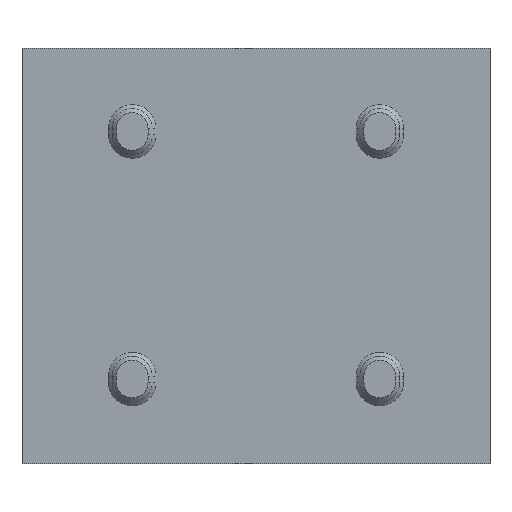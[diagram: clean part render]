
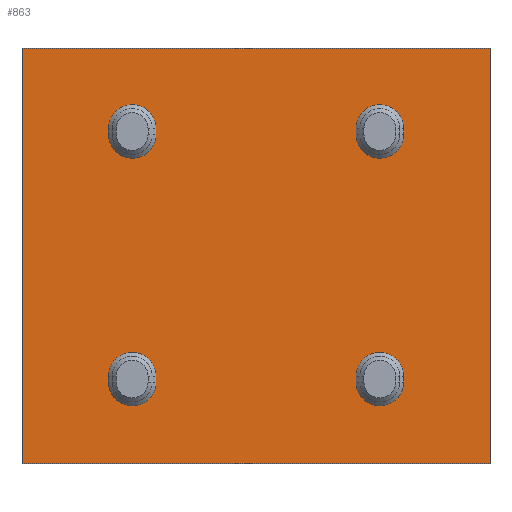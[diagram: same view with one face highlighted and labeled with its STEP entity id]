
A CAD part, top view. The second image highlights one B-rep face of the part: STEP entity #863.
In plain terms, the highlighted planar face has unit normal (0, 0, 1).
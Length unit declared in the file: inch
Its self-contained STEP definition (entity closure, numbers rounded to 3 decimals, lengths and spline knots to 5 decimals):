
#15=FACE_BOUND('',#140,.T.);
#16=FACE_BOUND('',#141,.T.);
#17=FACE_BOUND('',#142,.T.);
#18=FACE_BOUND('',#143,.T.);
#27=CIRCLE('',#939,0.06);
#29=CIRCLE('',#943,0.06);
#32=CIRCLE('',#949,0.06);
#33=CIRCLE('',#950,0.06);
#34=CIRCLE('',#951,0.06);
#35=CIRCLE('',#952,0.06);
#36=CIRCLE('',#953,0.06);
#37=CIRCLE('',#954,0.06);
#81=FACE_OUTER_BOUND('',#139,.T.);
#139=EDGE_LOOP('',(#599,#600,#601,#602));
#140=EDGE_LOOP('',(#603,#604,#605,#606));
#141=EDGE_LOOP('',(#607,#608,#609,#610));
#142=EDGE_LOOP('',(#611,#612,#613,#614));
#143=EDGE_LOOP('',(#615,#616,#617,#618));
#196=LINE('',#1307,#288);
#201=LINE('',#1321,#293);
#207=LINE('',#1339,#299);
#208=LINE('',#1341,#300);
#209=LINE('',#1343,#301);
#210=LINE('',#1344,#302);
#211=LINE('',#1347,#303);
#212=LINE('',#1351,#304);
#213=LINE('',#1355,#305);
#214=LINE('',#1359,#306);
#215=LINE('',#1363,#307);
#216=LINE('',#1367,#308);
#288=VECTOR('',#1032,0.3937);
#293=VECTOR('',#1045,0.3937);
#299=VECTOR('',#1065,0.3937);
#300=VECTOR('',#1066,0.3937);
#301=VECTOR('',#1067,0.3937);
#302=VECTOR('',#1068,0.3937);
#303=VECTOR('',#1069,0.3937);
#304=VECTOR('',#1072,0.3937);
#305=VECTOR('',#1075,0.3937);
#306=VECTOR('',#1078,0.3937);
#307=VECTOR('',#1081,0.3937);
#308=VECTOR('',#1084,0.3937);
#380=VERTEX_POINT('',#1304);
#381=VERTEX_POINT('',#1306);
#384=VERTEX_POINT('',#1313);
#386=VERTEX_POINT('',#1319);
#390=VERTEX_POINT('',#1337);
#391=VERTEX_POINT('',#1338);
#392=VERTEX_POINT('',#1340);
#393=VERTEX_POINT('',#1342);
#394=VERTEX_POINT('',#1345);
#395=VERTEX_POINT('',#1346);
#396=VERTEX_POINT('',#1348);
#397=VERTEX_POINT('',#1350);
#398=VERTEX_POINT('',#1353);
#399=VERTEX_POINT('',#1354);
#400=VERTEX_POINT('',#1356);
#401=VERTEX_POINT('',#1358);
#402=VERTEX_POINT('',#1361);
#403=VERTEX_POINT('',#1362);
#404=VERTEX_POINT('',#1364);
#405=VERTEX_POINT('',#1366);
#452=EDGE_CURVE('',#380,#381,#196,.T.);
#456=EDGE_CURVE('',#384,#380,#27,.T.);
#459=EDGE_CURVE('',#386,#384,#201,.T.);
#461=EDGE_CURVE('',#381,#386,#29,.T.);
#468=EDGE_CURVE('',#390,#391,#207,.T.);
#469=EDGE_CURVE('',#392,#390,#208,.T.);
#470=EDGE_CURVE('',#393,#392,#209,.T.);
#471=EDGE_CURVE('',#391,#393,#210,.T.);
#472=EDGE_CURVE('',#394,#395,#211,.T.);
#473=EDGE_CURVE('',#396,#394,#32,.T.);
#474=EDGE_CURVE('',#397,#396,#212,.T.);
#475=EDGE_CURVE('',#395,#397,#33,.T.);
#476=EDGE_CURVE('',#398,#399,#213,.T.);
#477=EDGE_CURVE('',#400,#398,#34,.T.);
#478=EDGE_CURVE('',#401,#400,#214,.T.);
#479=EDGE_CURVE('',#399,#401,#35,.T.);
#480=EDGE_CURVE('',#402,#403,#215,.T.);
#481=EDGE_CURVE('',#404,#402,#36,.T.);
#482=EDGE_CURVE('',#405,#404,#216,.T.);
#483=EDGE_CURVE('',#403,#405,#37,.T.);
#599=ORIENTED_EDGE('',*,*,#468,.F.);
#600=ORIENTED_EDGE('',*,*,#469,.F.);
#601=ORIENTED_EDGE('',*,*,#470,.F.);
#602=ORIENTED_EDGE('',*,*,#471,.F.);
#603=ORIENTED_EDGE('',*,*,#472,.F.);
#604=ORIENTED_EDGE('',*,*,#473,.F.);
#605=ORIENTED_EDGE('',*,*,#474,.F.);
#606=ORIENTED_EDGE('',*,*,#475,.F.);
#607=ORIENTED_EDGE('',*,*,#476,.F.);
#608=ORIENTED_EDGE('',*,*,#477,.F.);
#609=ORIENTED_EDGE('',*,*,#478,.F.);
#610=ORIENTED_EDGE('',*,*,#479,.F.);
#611=ORIENTED_EDGE('',*,*,#480,.F.);
#612=ORIENTED_EDGE('',*,*,#481,.F.);
#613=ORIENTED_EDGE('',*,*,#482,.F.);
#614=ORIENTED_EDGE('',*,*,#483,.F.);
#615=ORIENTED_EDGE('',*,*,#452,.F.);
#616=ORIENTED_EDGE('',*,*,#456,.F.);
#617=ORIENTED_EDGE('',*,*,#459,.F.);
#618=ORIENTED_EDGE('',*,*,#461,.F.);
#826=PLANE('',#948);
#863=ADVANCED_FACE('',(#81,#15,#16,#17,#18),#826,.T.);
#939=AXIS2_PLACEMENT_3D('',#1315,#1038,#1039);
#943=AXIS2_PLACEMENT_3D('',#1324,#1049,#1050);
#948=AXIS2_PLACEMENT_3D('',#1336,#1063,#1064);
#949=AXIS2_PLACEMENT_3D('',#1349,#1070,#1071);
#950=AXIS2_PLACEMENT_3D('',#1352,#1073,#1074);
#951=AXIS2_PLACEMENT_3D('',#1357,#1076,#1077);
#952=AXIS2_PLACEMENT_3D('',#1360,#1079,#1080);
#953=AXIS2_PLACEMENT_3D('',#1365,#1082,#1083);
#954=AXIS2_PLACEMENT_3D('',#1368,#1085,#1086);
#1032=DIRECTION('',(0.,1.,0.));
#1038=DIRECTION('center_axis',(0.,0.,1.));
#1039=DIRECTION('ref_axis',(-1.,0.,0.));
#1045=DIRECTION('',(0.,-1.,0.));
#1049=DIRECTION('center_axis',(0.,0.,1.));
#1050=DIRECTION('ref_axis',(1.,0.,0.));
#1063=DIRECTION('center_axis',(0.,0.,1.));
#1064=DIRECTION('ref_axis',(0.,-1.,0.));
#1065=DIRECTION('',(-1.,0.,0.));
#1066=DIRECTION('',(0.,-1.,0.));
#1067=DIRECTION('',(1.,0.,0.));
#1068=DIRECTION('',(0.,1.,0.));
#1069=DIRECTION('',(0.,1.,0.));
#1070=DIRECTION('center_axis',(0.,0.,1.));
#1071=DIRECTION('ref_axis',(-1.,0.,0.));
#1072=DIRECTION('',(0.,-1.,0.));
#1073=DIRECTION('center_axis',(0.,0.,1.));
#1074=DIRECTION('ref_axis',(1.,0.,0.));
#1075=DIRECTION('',(0.,1.,0.));
#1076=DIRECTION('center_axis',(0.,0.,1.));
#1077=DIRECTION('ref_axis',(-1.,0.,0.));
#1078=DIRECTION('',(0.,-1.,0.));
#1079=DIRECTION('center_axis',(0.,0.,1.));
#1080=DIRECTION('ref_axis',(1.,0.,0.));
#1081=DIRECTION('',(0.,1.,0.));
#1082=DIRECTION('center_axis',(0.,0.,1.));
#1083=DIRECTION('ref_axis',(-1.,0.,0.));
#1084=DIRECTION('',(0.,-1.,0.));
#1085=DIRECTION('center_axis',(0.,0.,1.));
#1086=DIRECTION('ref_axis',(1.,0.,0.));
#1304=CARTESIAN_POINT('',(-0.2525,-0.32,0.125));
#1306=CARTESIAN_POINT('',(-0.2525,-0.305,0.125));
#1307=CARTESIAN_POINT('',(-0.2525,0.10106,0.125));
#1313=CARTESIAN_POINT('',(-0.3725,-0.32,0.125));
#1315=CARTESIAN_POINT('Origin',(-0.3125,-0.32,0.125));
#1319=CARTESIAN_POINT('',(-0.3725,-0.305,0.125));
#1321=CARTESIAN_POINT('',(-0.3725,0.10856,0.125));
#1324=CARTESIAN_POINT('Origin',(-0.3125,-0.305,0.125));
#1336=CARTESIAN_POINT('Origin',(0.,0.52213,0.125));
#1337=CARTESIAN_POINT('',(0.59055,-0.52543,0.125));
#1338=CARTESIAN_POINT('',(-0.59055,-0.52543,0.125));
#1339=CARTESIAN_POINT('',(0.,-0.52543,0.125));
#1340=CARTESIAN_POINT('',(0.59055,0.52213,0.125));
#1341=CARTESIAN_POINT('',(0.59055,0.52213,0.125));
#1342=CARTESIAN_POINT('',(-0.59055,0.52213,0.125));
#1343=CARTESIAN_POINT('',(0.,0.52213,0.125));
#1344=CARTESIAN_POINT('',(-0.59055,0.52213,0.125));
#1345=CARTESIAN_POINT('',(-0.2525,0.305,0.125));
#1346=CARTESIAN_POINT('',(-0.2525,0.32,0.125));
#1347=CARTESIAN_POINT('',(-0.2525,0.41356,0.125));
#1348=CARTESIAN_POINT('',(-0.3725,0.305,0.125));
#1349=CARTESIAN_POINT('Origin',(-0.3125,0.305,0.125));
#1350=CARTESIAN_POINT('',(-0.3725,0.32,0.125));
#1351=CARTESIAN_POINT('',(-0.3725,0.42106,0.125));
#1352=CARTESIAN_POINT('Origin',(-0.3125,0.32,0.125));
#1353=CARTESIAN_POINT('',(0.3725,0.305,0.125));
#1354=CARTESIAN_POINT('',(0.3725,0.32,0.125));
#1355=CARTESIAN_POINT('',(0.3725,0.41356,0.125));
#1356=CARTESIAN_POINT('',(0.2525,0.305,0.125));
#1357=CARTESIAN_POINT('Origin',(0.3125,0.305,0.125));
#1358=CARTESIAN_POINT('',(0.2525,0.32,0.125));
#1359=CARTESIAN_POINT('',(0.2525,0.42106,0.125));
#1360=CARTESIAN_POINT('Origin',(0.3125,0.32,0.125));
#1361=CARTESIAN_POINT('',(0.3725,-0.32,0.125));
#1362=CARTESIAN_POINT('',(0.3725,-0.305,0.125));
#1363=CARTESIAN_POINT('',(0.3725,0.10106,0.125));
#1364=CARTESIAN_POINT('',(0.2525,-0.32,0.125));
#1365=CARTESIAN_POINT('Origin',(0.3125,-0.32,0.125));
#1366=CARTESIAN_POINT('',(0.2525,-0.305,0.125));
#1367=CARTESIAN_POINT('',(0.2525,0.10856,0.125));
#1368=CARTESIAN_POINT('Origin',(0.3125,-0.305,0.125));
